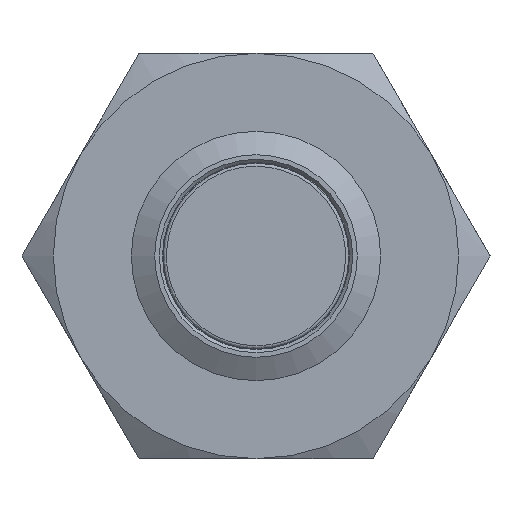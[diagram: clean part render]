
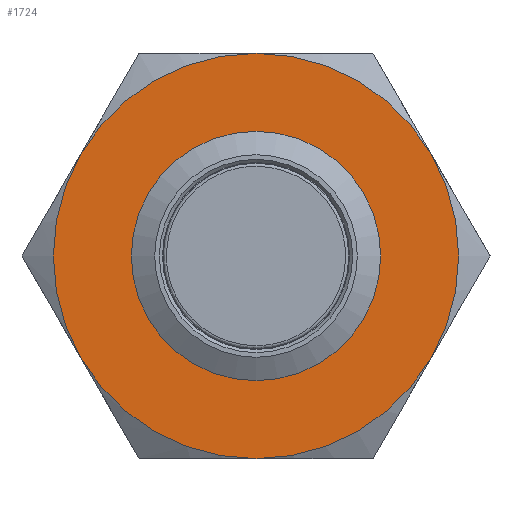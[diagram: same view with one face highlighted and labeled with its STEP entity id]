
A CAD part, left-side view. The second image highlights one B-rep face of the part: STEP entity #1724.
In plain terms, the highlighted planar face has unit normal (-1, 0, 0).
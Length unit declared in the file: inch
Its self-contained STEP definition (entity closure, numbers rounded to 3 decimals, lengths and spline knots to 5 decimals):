
#10 = ORIENTED_EDGE ( 'NONE', *, *, #2036, .F. ) ;
#128 = FACE_OUTER_BOUND ( 'NONE', #1823, .T. ) ;
#142 = CIRCLE ( 'NONE', #1989, 0.25591 ) ;
#193 = CARTESIAN_POINT ( 'NONE',  ( 0.19685, -0.22162, -0.12795 ) ) ;
#203 = CIRCLE ( 'NONE', #1684, 0.25591 ) ;
#222 = DIRECTION ( 'NONE',  ( 1., 0., 0. ) ) ;
#254 = CARTESIAN_POINT ( 'NONE',  ( 0.19685, 0., 0.25591 ) ) ;
#255 = DIRECTION ( 'NONE',  ( 1., 0., 0. ) ) ;
#272 = AXIS2_PLACEMENT_3D ( 'NONE', #1809, #388, #920 ) ;
#304 = AXIS2_PLACEMENT_3D ( 'NONE', #331, #222, #1774 ) ;
#331 = CARTESIAN_POINT ( 'NONE',  ( 0.19685, 0., 0. ) ) ;
#348 = CARTESIAN_POINT ( 'NONE',  ( 0.19685, 0., 0.15748 ) ) ;
#380 = DIRECTION ( 'NONE',  ( 0., 0., 1. ) ) ;
#388 = DIRECTION ( 'NONE',  ( 1., 0., 0. ) ) ;
#409 = EDGE_CURVE ( 'NONE', #1963, #437, #525, .T. ) ;
#410 = VERTEX_POINT ( 'NONE', #1750 ) ;
#437 = VERTEX_POINT ( 'NONE', #1466 ) ;
#525 = CIRCLE ( 'NONE', #304, 0.25591 ) ;
#534 = DIRECTION ( 'NONE',  ( 1., 0., 0. ) ) ;
#557 = ORIENTED_EDGE ( 'NONE', *, *, #1382, .F. ) ;
#607 = EDGE_CURVE ( 'NONE', #410, #1179, #142, .T. ) ;
#623 = DIRECTION ( 'NONE',  ( 0., 0., -1. ) ) ;
#635 = ORIENTED_EDGE ( 'NONE', *, *, #644, .F. ) ;
#644 = EDGE_CURVE ( 'NONE', #1813, #1045, #1378, .T. ) ;
#650 = ORIENTED_EDGE ( 'NONE', *, *, #607, .F. ) ;
#689 = ORIENTED_EDGE ( 'NONE', *, *, #1950, .F. ) ;
#712 = EDGE_LOOP ( 'NONE', ( #10 ) ) ;
#719 = CARTESIAN_POINT ( 'NONE',  ( 0.19685, 0., 0. ) ) ;
#798 = DIRECTION ( 'NONE',  ( 0., 0., -1. ) ) ;
#807 = DIRECTION ( 'NONE',  ( 1., 0., 0. ) ) ;
#847 = CARTESIAN_POINT ( 'NONE',  ( 0.19685, 0., 0. ) ) ;
#857 = AXIS2_PLACEMENT_3D ( 'NONE', #1368, #255, #894 ) ;
#894 = DIRECTION ( 'NONE',  ( 0., 0., -1. ) ) ;
#920 = DIRECTION ( 'NONE',  ( 0., 0., -1. ) ) ;
#922 = DIRECTION ( 'NONE',  ( 1., 0., 0. ) ) ;
#1045 = VERTEX_POINT ( 'NONE', #1995 ) ;
#1050 = DIRECTION ( 'NONE',  ( 0., 0., -1. ) ) ;
#1070 = CIRCLE ( 'NONE', #1843, 0.25591 ) ;
#1078 = CARTESIAN_POINT ( 'NONE',  ( 0.19685, 0., 0. ) ) ;
#1102 = ORIENTED_EDGE ( 'NONE', *, *, #1143, .F. ) ;
#1109 = DIRECTION ( 'NONE',  ( 1., 0., 0. ) ) ;
#1121 = CARTESIAN_POINT ( 'NONE',  ( 0.19685, 0., 0. ) ) ;
#1122 = VERTEX_POINT ( 'NONE', #348 ) ;
#1143 = EDGE_CURVE ( 'NONE', #1179, #1963, #1549, .T. ) ;
#1179 = VERTEX_POINT ( 'NONE', #1842 ) ;
#1192 = FACE_BOUND ( 'NONE', #712, .T. ) ;
#1227 = CARTESIAN_POINT ( 'NONE',  ( 0.19685, 0., 0. ) ) ;
#1245 = AXIS2_PLACEMENT_3D ( 'NONE', #1121, #807, #798 ) ;
#1368 = CARTESIAN_POINT ( 'NONE',  ( 0.19685, 0., 0. ) ) ;
#1378 = CIRCLE ( 'NONE', #1245, 0.25591 ) ;
#1382 = EDGE_CURVE ( 'NONE', #1045, #410, #1070, .T. ) ;
#1466 = CARTESIAN_POINT ( 'NONE',  ( 0.19685, -0.22162, 0.12795 ) ) ;
#1467 = DIRECTION ( 'NONE',  ( -1., 0., 0. ) ) ;
#1549 = CIRCLE ( 'NONE', #272, 0.25591 ) ;
#1651 = AXIS2_PLACEMENT_3D ( 'NONE', #847, #1467, #380 ) ;
#1681 = ORIENTED_EDGE ( 'NONE', *, *, #409, .F. ) ;
#1684 = AXIS2_PLACEMENT_3D ( 'NONE', #719, #534, #1794 ) ;
#1724 = ADVANCED_FACE ( 'NONE', ( #1192, #128 ), #1988, .F. ) ;
#1750 = CARTESIAN_POINT ( 'NONE',  ( 0.19685, 0.22162, -0.12795 ) ) ;
#1774 = DIRECTION ( 'NONE',  ( 0., 0., -1. ) ) ;
#1794 = DIRECTION ( 'NONE',  ( 0., 0., -1. ) ) ;
#1809 = CARTESIAN_POINT ( 'NONE',  ( 0.19685, 0., 0. ) ) ;
#1813 = VERTEX_POINT ( 'NONE', #193 ) ;
#1823 = EDGE_LOOP ( 'NONE', ( #557, #635, #689, #1681, #1102, #650 ) ) ;
#1842 = CARTESIAN_POINT ( 'NONE',  ( 0.19685, 0.22162, 0.12795 ) ) ;
#1843 = AXIS2_PLACEMENT_3D ( 'NONE', #1227, #1109, #623 ) ;
#1949 = CIRCLE ( 'NONE', #1651, 0.15748 ) ;
#1950 = EDGE_CURVE ( 'NONE', #437, #1813, #203, .T. ) ;
#1963 = VERTEX_POINT ( 'NONE', #254 ) ;
#1988 = PLANE ( 'NONE',  #857 ) ;
#1989 = AXIS2_PLACEMENT_3D ( 'NONE', #1078, #922, #1050 ) ;
#1995 = CARTESIAN_POINT ( 'NONE',  ( 0.19685, 0., -0.25591 ) ) ;
#2036 = EDGE_CURVE ( 'NONE', #1122, #1122, #1949, .T. ) ;
